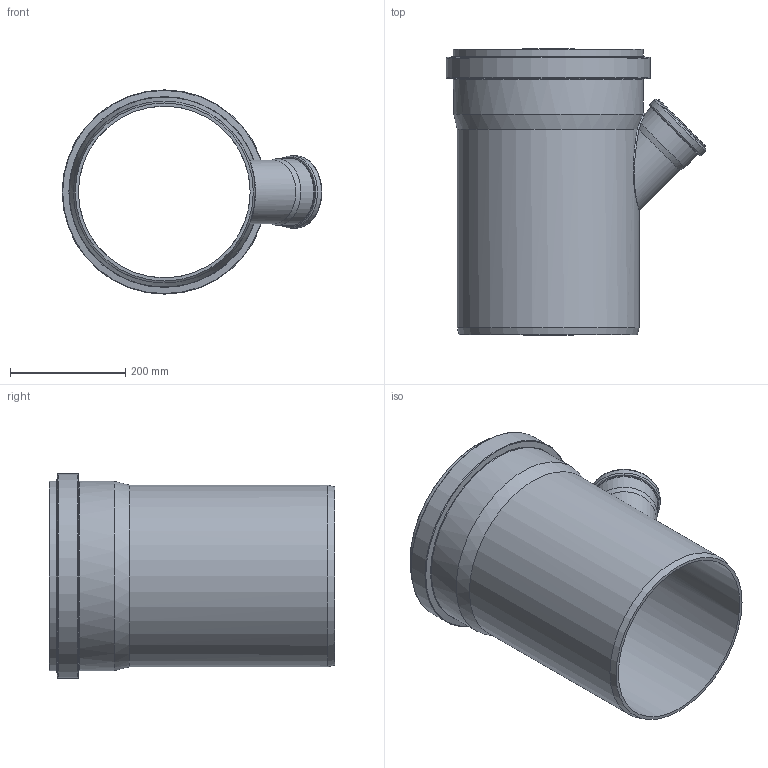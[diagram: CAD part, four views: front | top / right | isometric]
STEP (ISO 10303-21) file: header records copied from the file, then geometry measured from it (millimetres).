
FILE_DESCRIPTION(/* description */ (''),/* implementation_level */ '2;1');
FILE_NAME(/* name */ '225350 KGEA Abzweig DN_OD 315_110_45°.stp',/* time_stamp */ '2017-05-03T14:29:28+02:00',/* author */ ('user1'),/* organization */ (''),/* preprocessor_version */ 'ST-DEVELOPER v16.1',/* originating_system */ 'Autodesk Inventor 2016',/* authorisation */ '');
FILE_SCHEMA (('AUTOMOTIVE_DESIGN { 1 0 10303 214 3 1 1 }'));
Length unit declared in the file: millimetre
Products named in the file (1): 225350 KGEA Abzweig DN_OD 315_110_45°
Bounding box: 451 x 496 x 354.7 mm (x, y, z)
Volume: 4187131.5 mm3; surface area: 1094194.7 mm2
Topology: 1 solids, 1 shells, 64 faces, 147 edges, 86 vertices
Faces by surface type: torus 20, cylinder 18, cone 13, bspline 8, plane 5
Full cylindrical faces by diameter (mm): 103.8 x1, 110.7 x1, 111 x2, 115.5 x1, 115.8 x1, 121.1 x1, 125.9 x1, 298.2 x1, 315.6 x2, 315.9 x2, 329.4 x1, 329.7 x1, 340.9 x1, 354.7 x1
Entity records: 2273 total; most frequent: CARTESIAN_POINT 1095, DIRECTION 224, ORIENTED_EDGE 186, EDGE_LOOP 117, AXIS2_PLACEMENT_3D 112, EDGE_CURVE 93, VERTEX_POINT 80, FACE_OUTER_BOUND 64
